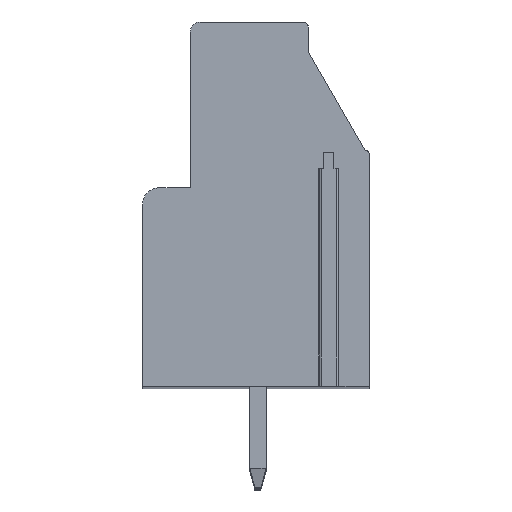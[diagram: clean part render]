
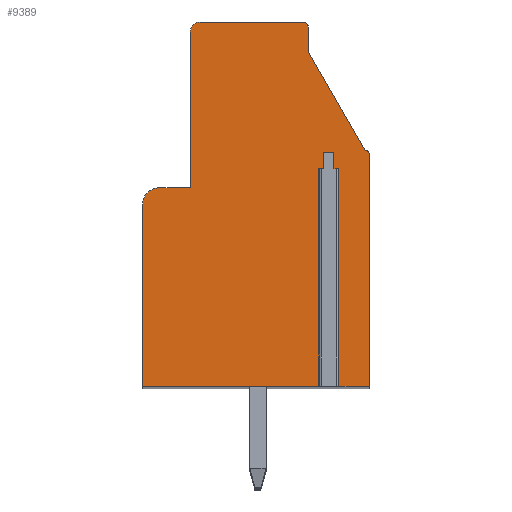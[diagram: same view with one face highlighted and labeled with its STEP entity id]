
A CAD part, top view. The second image highlights one B-rep face of the part: STEP entity #9389.
In plain terms, the highlighted planar face has unit normal (0, 0, 1).
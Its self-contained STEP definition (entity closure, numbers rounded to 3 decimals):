
#2939=DIRECTION('',(-1.,0.,0.));
#2940=VECTOR('',#2939,0.5);
#2941=CARTESIAN_POINT('',(3.85,2.55,3.75));
#2942=LINE('',#2941,#2940);
#2943=DIRECTION('',(0.,1.,0.));
#2944=VECTOR('',#2943,0.8);
#2945=CARTESIAN_POINT('',(3.35,1.75,3.75));
#2946=LINE('',#2945,#2944);
#2947=DIRECTION('',(0.,1.,0.));
#2948=VECTOR('',#2947,10.75);
#2949=CARTESIAN_POINT('',(3.35,-9.,3.75));
#2950=LINE('',#2949,#2948);
#2951=DIRECTION('',(1.,0.,0.));
#2952=VECTOR('',#2951,8.95);
#2953=CARTESIAN_POINT('',(-5.6,-9.,3.75));
#2954=LINE('',#2953,#2952);
#2955=DIRECTION('',(0.,-1.,0.));
#2956=VECTOR('',#2955,9.);
#2957=CARTESIAN_POINT('',(-5.6,0.,3.75));
#2958=LINE('',#2957,#2956);
#2959=CARTESIAN_POINT('',(-4.8,0.,3.75));
#2960=DIRECTION('',(0.,0.,1.));
#2961=DIRECTION('',(0.,1.,0.));
#2962=AXIS2_PLACEMENT_3D('',#2959,#2960,#2961);
#2964=DIRECTION('',(-1.,0.,0.));
#2965=VECTOR('',#2964,1.55);
#2966=CARTESIAN_POINT('',(-3.25,0.8,3.75));
#2967=LINE('',#2966,#2965);
#2968=DIRECTION('',(0.,-1.,0.));
#2969=VECTOR('',#2968,7.7);
#2970=CARTESIAN_POINT('',(-3.25,8.5,3.75));
#2971=LINE('',#2970,#2969);
#2972=CARTESIAN_POINT('',(-2.75,8.5,3.75));
#2973=DIRECTION('',(0.,0.,1.));
#2974=DIRECTION('',(0.,1.,0.));
#2975=AXIS2_PLACEMENT_3D('',#2972,#2973,#2974);
#2977=DIRECTION('',(-1.,0.,0.));
#2978=VECTOR('',#2977,5.05);
#2979=CARTESIAN_POINT('',(2.3,9.,3.75));
#2980=LINE('',#2979,#2978);
#2981=CARTESIAN_POINT('',(2.3,8.7,3.75));
#2982=DIRECTION('',(0.,0.,1.));
#2983=DIRECTION('',(1.,0.,0.));
#2984=AXIS2_PLACEMENT_3D('',#2981,#2982,#2983);
#2986=DIRECTION('',(0.,1.,0.));
#2987=VECTOR('',#2986,1.2);
#2988=CARTESIAN_POINT('',(2.6,7.5,3.75));
#2989=LINE('',#2988,#2987);
#2990=DIRECTION('',(-0.5,0.866,0.));
#2991=VECTOR('',#2990,5.6);
#2992=CARTESIAN_POINT('',(5.4,2.65,3.75));
#2993=LINE('',#2992,#2991);
#2994=CARTESIAN_POINT('',(5.4,2.45,3.75));
#2995=DIRECTION('',(0.,0.,1.));
#2996=DIRECTION('',(1.,0.,0.));
#2997=AXIS2_PLACEMENT_3D('',#2994,#2995,#2996);
#2999=DIRECTION('',(0.,1.,0.));
#3000=VECTOR('',#2999,11.45);
#3001=CARTESIAN_POINT('',(5.6,-9.,3.75));
#3002=LINE('',#3001,#3000);
#3003=DIRECTION('',(1.,0.,0.));
#3004=VECTOR('',#3003,1.75);
#3005=CARTESIAN_POINT('',(3.85,-9.,3.75));
#3006=LINE('',#3005,#3004);
#3007=DIRECTION('',(0.,1.,0.));
#3008=VECTOR('',#3007,10.75);
#3009=CARTESIAN_POINT('',(3.85,-9.,3.75));
#3010=LINE('',#3009,#3008);
#3011=DIRECTION('',(0.,1.,0.));
#3012=VECTOR('',#3011,0.8);
#3013=CARTESIAN_POINT('',(3.85,1.75,3.75));
#3014=LINE('',#3013,#3012);
#4457=CARTESIAN_POINT('',(5.6,-9.,3.75));
#4458=CARTESIAN_POINT('',(5.6,2.45,3.75));
#4459=VERTEX_POINT('',#4457);
#4460=VERTEX_POINT('',#4458);
#4461=CARTESIAN_POINT('',(5.4,2.65,3.75));
#4462=VERTEX_POINT('',#4461);
#4463=CARTESIAN_POINT('',(2.6,7.5,3.75));
#4464=VERTEX_POINT('',#4463);
#4466=CARTESIAN_POINT('',(-5.6,-9.,3.75));
#4468=VERTEX_POINT('',#4466);
#4485=CARTESIAN_POINT('',(3.35,-9.,3.75));
#4486=VERTEX_POINT('',#4485);
#4487=CARTESIAN_POINT('',(3.85,-9.,3.75));
#4488=VERTEX_POINT('',#4487);
#4658=CARTESIAN_POINT('',(-3.25,0.8,3.75));
#4660=VERTEX_POINT('',#4658);
#4665=CARTESIAN_POINT('',(-4.8,0.8,3.75));
#4666=VERTEX_POINT('',#4665);
#4667=CARTESIAN_POINT('',(-5.6,0.,3.75));
#4668=VERTEX_POINT('',#4667);
#4673=CARTESIAN_POINT('',(-2.75,9.,3.75));
#4674=VERTEX_POINT('',#4673);
#4675=CARTESIAN_POINT('',(-3.25,8.5,3.75));
#4676=VERTEX_POINT('',#4675);
#4681=CARTESIAN_POINT('',(2.6,8.7,3.75));
#4682=VERTEX_POINT('',#4681);
#4683=CARTESIAN_POINT('',(2.3,9.,3.75));
#4684=VERTEX_POINT('',#4683);
#4689=CARTESIAN_POINT('',(3.85,2.55,3.75));
#4690=CARTESIAN_POINT('',(3.35,2.55,3.75));
#4691=VERTEX_POINT('',#4689);
#4692=VERTEX_POINT('',#4690);
#4693=CARTESIAN_POINT('',(3.35,1.75,3.75));
#4694=VERTEX_POINT('',#4693);
#4695=CARTESIAN_POINT('',(3.85,1.75,3.75));
#4696=VERTEX_POINT('',#4695);
#9359=CARTESIAN_POINT('',(0.,0.,3.75));
#9360=DIRECTION('',(0.,0.,1.));
#9361=DIRECTION('',(1.,0.,0.));
#9362=AXIS2_PLACEMENT_3D('',#9359,#9360,#9361);
#9363=PLANE('',#9362);
#9365=ORIENTED_EDGE('',*,*,#9364,.T.);
#9367=ORIENTED_EDGE('',*,*,#9366,.F.);
#9369=ORIENTED_EDGE('',*,*,#9368,.F.);
#9370=ORIENTED_EDGE('',*,*,#9126,.F.);
#9371=ORIENTED_EDGE('',*,*,#9352,.F.);
#9372=ORIENTED_EDGE('',*,*,#5661,.F.);
#9373=ORIENTED_EDGE('',*,*,#5677,.F.);
#9374=ORIENTED_EDGE('',*,*,#5689,.F.);
#9375=ORIENTED_EDGE('',*,*,#5704,.F.);
#9376=ORIENTED_EDGE('',*,*,#5719,.F.);
#9377=ORIENTED_EDGE('',*,*,#8944,.F.);
#9378=ORIENTED_EDGE('',*,*,#8959,.F.);
#9379=ORIENTED_EDGE('',*,*,#8972,.F.);
#9380=ORIENTED_EDGE('',*,*,#8986,.F.);
#9381=ORIENTED_EDGE('',*,*,#9000,.F.);
#9382=ORIENTED_EDGE('',*,*,#9138,.F.);
#9384=ORIENTED_EDGE('',*,*,#9383,.T.);
#9386=ORIENTED_EDGE('',*,*,#9385,.T.);
#9387=EDGE_LOOP('',(#9365,#9367,#9369,#9370,#9371,#9372,#9373,#9374,#9375,#9376,
#9377,#9378,#9379,#9380,#9381,#9382,#9384,#9386));
#9388=FACE_OUTER_BOUND('',#9387,.F.);
#2963=CIRCLE('',#2962,0.8);
#2976=CIRCLE('',#2975,0.5);
#2985=CIRCLE('',#2984,0.3);
#2998=CIRCLE('',#2997,0.2);
#5661=EDGE_CURVE('',#4666,#4668,#2963,.T.);
#5677=EDGE_CURVE('',#4660,#4666,#2967,.T.);
#5689=EDGE_CURVE('',#4676,#4660,#2971,.T.);
#5704=EDGE_CURVE('',#4674,#4676,#2976,.T.);
#5719=EDGE_CURVE('',#4684,#4674,#2980,.T.);
#8944=EDGE_CURVE('',#4682,#4684,#2985,.T.);
#8959=EDGE_CURVE('',#4464,#4682,#2989,.T.);
#8972=EDGE_CURVE('',#4462,#4464,#2993,.T.);
#8986=EDGE_CURVE('',#4460,#4462,#2998,.T.);
#9000=EDGE_CURVE('',#4459,#4460,#3002,.T.);
#9126=EDGE_CURVE('',#4468,#4486,#2954,.T.);
#9138=EDGE_CURVE('',#4488,#4459,#3006,.T.);
#9352=EDGE_CURVE('',#4668,#4468,#2958,.T.);
#9364=EDGE_CURVE('',#4691,#4692,#2942,.T.);
#9366=EDGE_CURVE('',#4694,#4692,#2946,.T.);
#9368=EDGE_CURVE('',#4486,#4694,#2950,.T.);
#9383=EDGE_CURVE('',#4488,#4696,#3010,.T.);
#9385=EDGE_CURVE('',#4696,#4691,#3014,.T.);
#9389=ADVANCED_FACE('',(#9388),#9363,.T.);
